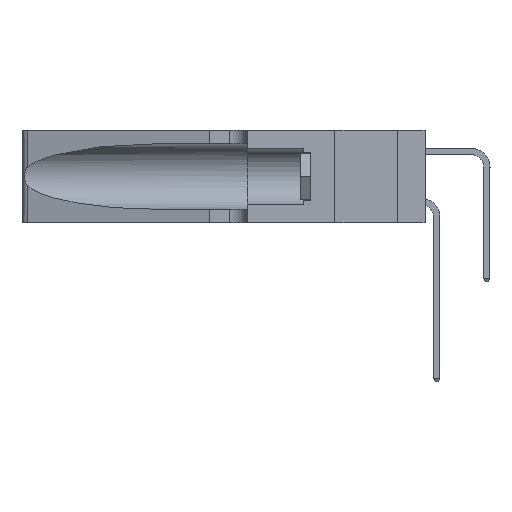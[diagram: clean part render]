
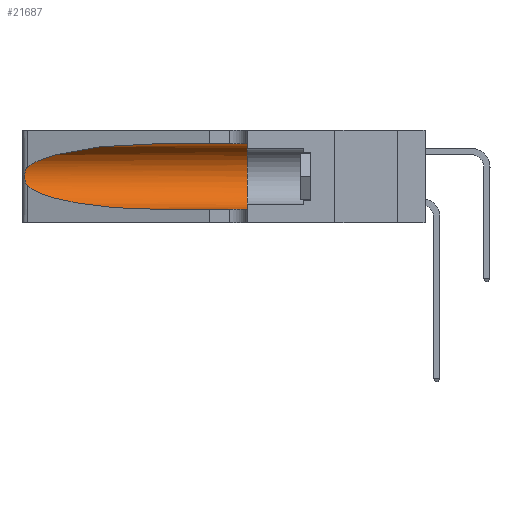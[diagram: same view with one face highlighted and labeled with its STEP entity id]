
A CAD part, left-side view. The second image highlights one B-rep face of the part: STEP entity #21687.
In plain terms, the highlighted cylindrical face has radius 3.308 mm (diameter 6.617 mm), a partial arc.
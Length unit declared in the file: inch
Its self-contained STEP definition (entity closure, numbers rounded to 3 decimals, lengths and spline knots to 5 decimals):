
#44 = CARTESIAN_POINT ( 'NONE',  ( 0.25487, 1.22718, 0.14631 ) ) ;
#404 =( BOUNDED_CURVE ( )  B_SPLINE_CURVE ( 3, ( #9425, #9177, #18400, #11226 ),
 .UNSPECIFIED., .F., .F. ) 
 B_SPLINE_CURVE_WITH_KNOTS ( ( 4, 4 ),
 ( 1.5708, 2.84003 ),
 .UNSPECIFIED. ) 
 CURVE ( )  GEOMETRIC_REPRESENTATION_ITEM ( )  RATIONAL_B_SPLINE_CURVE ( ( 1., 0.87, 0.87, 1. ) ) 
 REPRESENTATION_ITEM ( '' )  );
#1117 = CARTESIAN_POINT ( 'NONE',  ( 0.18966, 0.96281, 0.05475 ) ) ;
#1637 = FACE_OUTER_BOUND ( 'NONE', #17750, .T. ) ;
#1726 = VERTEX_POINT ( 'NONE', #6231 ) ;
#1785 = VECTOR ( 'NONE', #2211, 39.37008 ) ;
#1860 = EDGE_CURVE ( 'NONE', #1726, #16518, #404, .T. ) ;
#2179 = B_SPLINE_CURVE_WITH_KNOTS ( 'NONE', 3,
 ( #3025, #6576, #20064, #23528, #16364, #16444, #16113, #12467, #6983, #5303, #21917, #5381, #3352, #18036 ),
 .UNSPECIFIED., .F., .F.,
 ( 4, 2, 2, 2, 2, 2, 4 ),
 ( 0., 0.00027, 0.00053, 0.00107, 0.0016, 0.00187, 0.00214 ),
 .UNSPECIFIED. ) ;
#2211 = DIRECTION ( 'NONE',  ( 0., -1., 0. ) ) ;
#2397 = CARTESIAN_POINT ( 'NONE',  ( 0.1305, 0.35, 0.31525 ) ) ;
#3025 = CARTESIAN_POINT ( 'NONE',  ( 0.25487, 1.22718, 0.22369 ) ) ;
#3070 = CARTESIAN_POINT ( 'NONE',  ( 0.1305, 1.61858, 0.185 ) ) ;
#3352 = CARTESIAN_POINT ( 'NONE',  ( 0.25555, 1.22993, 0.14849 ) ) ;
#3990 = ORIENTED_EDGE ( 'NONE', *, *, #10131, .T. ) ;
#4922 = DIRECTION ( 'NONE',  ( 0., 0., -1. ) ) ;
#5089 = DIRECTION ( 'NONE',  ( 0., -1., 0. ) ) ;
#5303 = CARTESIAN_POINT ( 'NONE',  ( 0.25856, 1.23593, 0.16098 ) ) ;
#5381 = CARTESIAN_POINT ( 'NONE',  ( 0.25639, 1.23186, 0.15144 ) ) ;
#6231 = CARTESIAN_POINT ( 'NONE',  ( 0.1305, 0.72297, 0.31525 ) ) ;
#6576 = CARTESIAN_POINT ( 'NONE',  ( 0.25555, 1.22994, 0.2215 ) ) ;
#6983 = CARTESIAN_POINT ( 'NONE',  ( 0.26017, 1.23833, 0.17102 ) ) ;
#7101 = VERTEX_POINT ( 'NONE', #2397 ) ;
#9177 = CARTESIAN_POINT ( 'NONE',  ( 0.18966, 0.96281, 0.31525 ) ) ;
#9425 = CARTESIAN_POINT ( 'NONE',  ( 0.1305, 0.72297, 0.31525 ) ) ;
#9816 = DIRECTION ( 'NONE',  ( 0., 1., 0. ) ) ;
#10131 = EDGE_CURVE ( 'NONE', #13452, #13819, #22031, .T. ) ;
#10532 = ORIENTED_EDGE ( 'NONE', *, *, #12074, .T. ) ;
#10591 = CYLINDRICAL_SURFACE ( 'NONE', #17330, 0.13025 ) ;
#11141 =( BOUNDED_CURVE ( )  B_SPLINE_CURVE ( 3, ( #23251, #16076, #1117, #19534 ),
 .UNSPECIFIED., .F., .F. ) 
 B_SPLINE_CURVE_WITH_KNOTS ( ( 4, 4 ),
 ( 3.44316, 4.71239 ),
 .UNSPECIFIED. ) 
 CURVE ( )  GEOMETRIC_REPRESENTATION_ITEM ( )  RATIONAL_B_SPLINE_CURVE ( ( 1., 0.87, 0.87, 1. ) ) 
 REPRESENTATION_ITEM ( '' )  );
#11226 = CARTESIAN_POINT ( 'NONE',  ( 0.25487, 1.22718, 0.22369 ) ) ;
#11872 = EDGE_CURVE ( 'NONE', #7101, #13819, #14446, .T. ) ;
#12074 = EDGE_CURVE ( 'NONE', #16518, #14680, #2179, .T. ) ;
#12419 = CARTESIAN_POINT ( 'NONE',  ( 0.1305, 1.61858, 0.31525 ) ) ;
#12467 = CARTESIAN_POINT ( 'NONE',  ( 0.26075, 1.23896, 0.178 ) ) ;
#13452 = VERTEX_POINT ( 'NONE', #23382 ) ;
#13533 = DIRECTION ( 'NONE',  ( 0., 0., 1. ) ) ;
#13819 = VERTEX_POINT ( 'NONE', #22882 ) ;
#14284 = DIRECTION ( 'NONE',  ( 0., -1., 0. ) ) ;
#14446 = CIRCLE ( 'NONE', #21845, 0.13025 ) ;
#14680 = VERTEX_POINT ( 'NONE', #44 ) ;
#16076 = CARTESIAN_POINT ( 'NONE',  ( 0.2373, 1.15595, 0.08982 ) ) ;
#16113 = CARTESIAN_POINT ( 'NONE',  ( 0.26075, 1.23896, 0.19203 ) ) ;
#16364 = CARTESIAN_POINT ( 'NONE',  ( 0.25854, 1.2359, 0.20912 ) ) ;
#16444 = CARTESIAN_POINT ( 'NONE',  ( 0.26018, 1.23835, 0.19895 ) ) ;
#16465 = VECTOR ( 'NONE', #14284, 39.37008 ) ;
#16518 = VERTEX_POINT ( 'NONE', #17302 ) ;
#17302 = CARTESIAN_POINT ( 'NONE',  ( 0.25487, 1.22718, 0.22369 ) ) ;
#17330 = AXIS2_PLACEMENT_3D ( 'NONE', #3070, #5089, #4922 ) ;
#17528 = ORIENTED_EDGE ( 'NONE', *, *, #20213, .F. ) ;
#17750 = EDGE_LOOP ( 'NONE', ( #19976, #10532, #23759, #3990, #20630, #17528 ) ) ;
#18036 = CARTESIAN_POINT ( 'NONE',  ( 0.25487, 1.22718, 0.14631 ) ) ;
#18057 = EDGE_CURVE ( 'NONE', #14680, #13452, #11141, .T. ) ;
#18400 = CARTESIAN_POINT ( 'NONE',  ( 0.2373, 1.15595, 0.28018 ) ) ;
#19534 = CARTESIAN_POINT ( 'NONE',  ( 0.1305, 0.72297, 0.05475 ) ) ;
#19976 = ORIENTED_EDGE ( 'NONE', *, *, #1860, .T. ) ;
#20064 = CARTESIAN_POINT ( 'NONE',  ( 0.25639, 1.23184, 0.21858 ) ) ;
#20213 = EDGE_CURVE ( 'NONE', #1726, #7101, #23364, .T. ) ;
#20630 = ORIENTED_EDGE ( 'NONE', *, *, #11872, .F. ) ;
#20863 = CARTESIAN_POINT ( 'NONE',  ( 0.1305, 0.35, 0.185 ) ) ;
#21687 = ADVANCED_FACE ( 'NONE', ( #1637 ), #10591, .F. ) ;
#21845 = AXIS2_PLACEMENT_3D ( 'NONE', #20863, #9816, #13533 ) ;
#21917 = CARTESIAN_POINT ( 'NONE',  ( 0.25789, 1.23486, 0.15765 ) ) ;
#22031 = LINE ( 'NONE', #22745, #1785 ) ;
#22745 = CARTESIAN_POINT ( 'NONE',  ( 0.1305, 1.61858, 0.05475 ) ) ;
#22882 = CARTESIAN_POINT ( 'NONE',  ( 0.1305, 0.35, 0.05475 ) ) ;
#23251 = CARTESIAN_POINT ( 'NONE',  ( 0.25487, 1.22718, 0.14631 ) ) ;
#23364 = LINE ( 'NONE', #12419, #16465 ) ;
#23382 = CARTESIAN_POINT ( 'NONE',  ( 0.1305, 0.72297, 0.05475 ) ) ;
#23528 = CARTESIAN_POINT ( 'NONE',  ( 0.25787, 1.23484, 0.2124 ) ) ;
#23759 = ORIENTED_EDGE ( 'NONE', *, *, #18057, .T. ) ;
